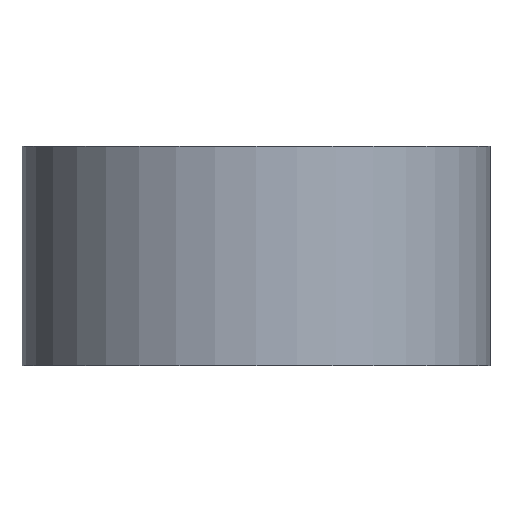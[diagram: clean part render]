
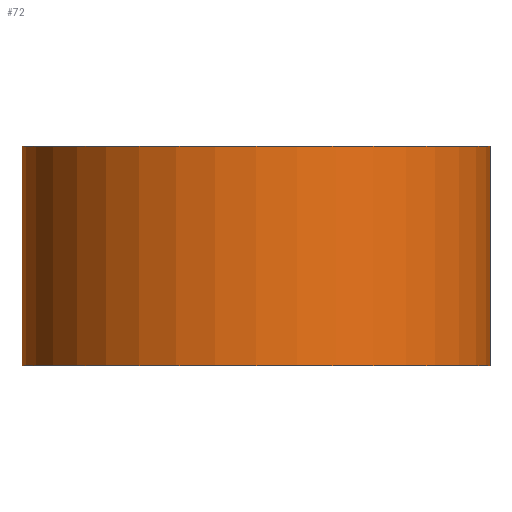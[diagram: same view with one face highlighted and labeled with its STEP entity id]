
A CAD part, left-side view. The second image highlights one B-rep face of the part: STEP entity #72.
In plain terms, the highlighted cylindrical face has radius 8 mm (diameter 16 mm), a partial arc.
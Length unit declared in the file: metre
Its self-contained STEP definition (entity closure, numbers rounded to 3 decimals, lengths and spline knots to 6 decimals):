
#72 = ADVANCED_FACE( '', ( #146 ), #147, .T. );
#146 = FACE_OUTER_BOUND( '', #217, .T. );
#147 = CYLINDRICAL_SURFACE( '', #218, 0.008 );
#217 = EDGE_LOOP( '', ( #365, #366, #367, #368 ) );
#218 = AXIS2_PLACEMENT_3D( '', #369, #370, #371 );
#365 = ORIENTED_EDGE( '', *, *, #448, .F. );
#366 = ORIENTED_EDGE( '', *, *, #416, .F. );
#367 = ORIENTED_EDGE( '', *, *, #455, .F. );
#368 = ORIENTED_EDGE( '', *, *, #466, .F. );
#369 = CARTESIAN_POINT( '', ( 0.008, -0.008, 0.00375 ) );
#370 = DIRECTION( '', ( 0., 0., -1. ) );
#371 = DIRECTION( '', ( 1., 0., 0. ) );
#416 = EDGE_CURVE( '', #487, #489, #490, .T. );
#448 = EDGE_CURVE( '', #489, #540, #541, .T. );
#455 = EDGE_CURVE( '', #549, #487, #551, .F. );
#466 = EDGE_CURVE( '', #540, #549, #564, .F. );
#487 = VERTEX_POINT( '', #588 );
#489 = VERTEX_POINT( '', #591 );
#490 = LINE( '', #592, #593 );
#540 = VERTEX_POINT( '', #655 );
#541 = CIRCLE( '', #656, 0.008 );
#549 = VERTEX_POINT( '', #666 );
#551 = CIRCLE( '', #669, 0.008 );
#564 = LINE( '', #685, #686 );
#588 = CARTESIAN_POINT( '', ( 0.008, 0., 0. ) );
#591 = CARTESIAN_POINT( '', ( 0.008, 0., 0.0075 ) );
#592 = CARTESIAN_POINT( '', ( 0.008, 0., 0.0075 ) );
#593 = VECTOR( '', #706, 1. );
#655 = CARTESIAN_POINT( '', ( 0.008, -0.016, 0.0075 ) );
#656 = AXIS2_PLACEMENT_3D( '', #755, #756, #757 );
#666 = CARTESIAN_POINT( '', ( 0.008, -0.016, 0. ) );
#669 = AXIS2_PLACEMENT_3D( '', #767, #768, #769 );
#685 = CARTESIAN_POINT( '', ( 0.008, -0.016, 0.00375 ) );
#686 = VECTOR( '', #785, 1. );
#706 = DIRECTION( '', ( 0., 0., 1. ) );
#755 = CARTESIAN_POINT( '', ( 0.008, -0.008, 0.0075 ) );
#756 = DIRECTION( '', ( 0., 0., 1. ) );
#757 = DIRECTION( '', ( 1., 0., 0. ) );
#767 = CARTESIAN_POINT( '', ( 0.008, -0.008, 0. ) );
#768 = DIRECTION( '', ( 0., 0., 1. ) );
#769 = DIRECTION( '', ( 1., 0., 0. ) );
#785 = DIRECTION( '', ( 0., 0., 1. ) );
